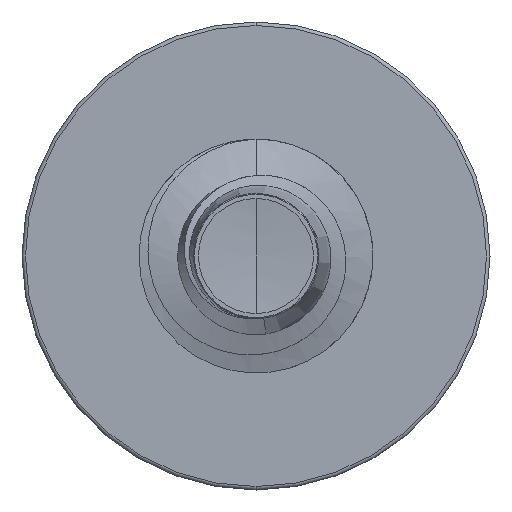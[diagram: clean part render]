
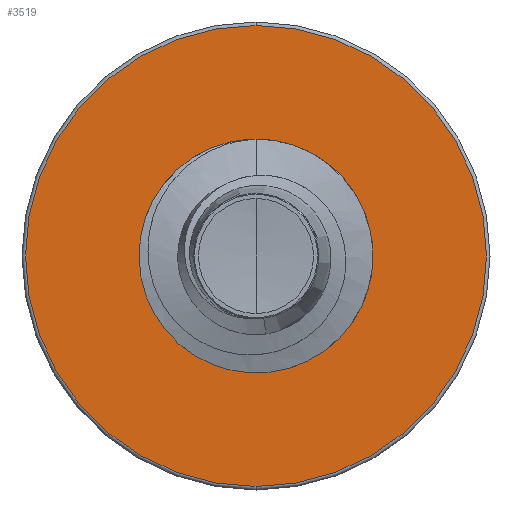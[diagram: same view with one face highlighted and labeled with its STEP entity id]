
A CAD part, front view. The second image highlights one B-rep face of the part: STEP entity #3519.
In plain terms, the highlighted planar face has unit normal (0, -1, 0).
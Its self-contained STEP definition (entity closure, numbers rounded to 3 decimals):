
#182 = AXIS2_PLACEMENT_3D ( 'NONE', #4066, #4052, #4048 ) ;
#442 = VERTEX_POINT ( 'NONE', #8328 ) ;
#567 = DIRECTION ( 'NONE',  ( 0., 0., 1. ) ) ;
#571 = DIRECTION ( 'NONE',  ( 0., 1., 0. ) ) ;
#583 = CARTESIAN_POINT ( 'NONE',  ( 0., 6., 0. ) ) ;
#873 = FACE_BOUND ( 'NONE', #10641, .T. ) ;
#1045 = AXIS2_PLACEMENT_3D ( 'NONE', #3812, #3794, #3792 ) ;
#1627 = AXIS2_PLACEMENT_3D ( 'NONE', #583, #571, #567 ) ;
#2021 = ORIENTED_EDGE ( 'NONE', *, *, #9799, .T. ) ;
#2235 = CARTESIAN_POINT ( 'NONE',  ( 0., 6., 5.91 ) ) ;
#3519 = ADVANCED_FACE ( 'NONE', ( #9067, #873 ), #8383, .F. ) ;
#3792 = DIRECTION ( 'NONE',  ( 0., 0., 1. ) ) ;
#3794 = DIRECTION ( 'NONE',  ( 0., 1., 0. ) ) ;
#3812 = CARTESIAN_POINT ( 'NONE',  ( 0., 6., 0. ) ) ;
#4048 = DIRECTION ( 'NONE',  ( 0., 0., 1. ) ) ;
#4052 = DIRECTION ( 'NONE',  ( 0., 1., 0. ) ) ;
#4066 = CARTESIAN_POINT ( 'NONE',  ( 0., 6., 0. ) ) ;
#4574 = AXIS2_PLACEMENT_3D ( 'NONE', #8585, #8322, #8308 ) ;
#5040 = CIRCLE ( 'NONE', #1045, 2.842 ) ;
#6590 = EDGE_LOOP ( 'NONE', ( #7404, #10752 ) ) ;
#7404 = ORIENTED_EDGE ( 'NONE', *, *, #10114, .F. ) ;
#7634 = AXIS2_PLACEMENT_3D ( 'NONE', #8390, #8378, #8366 ) ;
#8308 = DIRECTION ( 'NONE',  ( 0., 0., 1. ) ) ;
#8322 = DIRECTION ( 'NONE',  ( 0., 1., 0. ) ) ;
#8328 = CARTESIAN_POINT ( 'NONE',  ( 0., 6., 2.842 ) ) ;
#8366 = DIRECTION ( 'NONE',  ( 0., 0., 1. ) ) ;
#8378 = DIRECTION ( 'NONE',  ( 0., 1., 0. ) ) ;
#8383 = PLANE ( 'NONE',  #4574 ) ;
#8390 = CARTESIAN_POINT ( 'NONE',  ( 0., 6., 0. ) ) ;
#8585 = CARTESIAN_POINT ( 'NONE',  ( 0., 6., -2.842 ) ) ;
#8685 = VERTEX_POINT ( 'NONE', #8770 ) ;
#8726 = CARTESIAN_POINT ( 'NONE',  ( 0., 6., -5.91 ) ) ;
#8770 = CARTESIAN_POINT ( 'NONE',  ( 0., 6., -2.842 ) ) ;
#8845 = VERTEX_POINT ( 'NONE', #8726 ) ;
#9067 = FACE_OUTER_BOUND ( 'NONE', #6590, .T. ) ;
#9327 = CIRCLE ( 'NONE', #1627, 2.842 ) ;
#9494 = CIRCLE ( 'NONE', #182, 5.91 ) ;
#9785 = EDGE_CURVE ( 'NONE', #8845, #10811, #9494, .T. ) ;
#9799 = EDGE_CURVE ( 'NONE', #8685, #442, #5040, .T. ) ;
#10114 = EDGE_CURVE ( 'NONE', #10811, #8845, #10183, .T. ) ;
#10183 = CIRCLE ( 'NONE', #7634, 5.91 ) ;
#10286 = EDGE_CURVE ( 'NONE', #442, #8685, #9327, .T. ) ;
#10641 = EDGE_LOOP ( 'NONE', ( #10722, #2021 ) ) ;
#10722 = ORIENTED_EDGE ( 'NONE', *, *, #10286, .T. ) ;
#10752 = ORIENTED_EDGE ( 'NONE', *, *, #9785, .F. ) ;
#10811 = VERTEX_POINT ( 'NONE', #2235 ) ;
